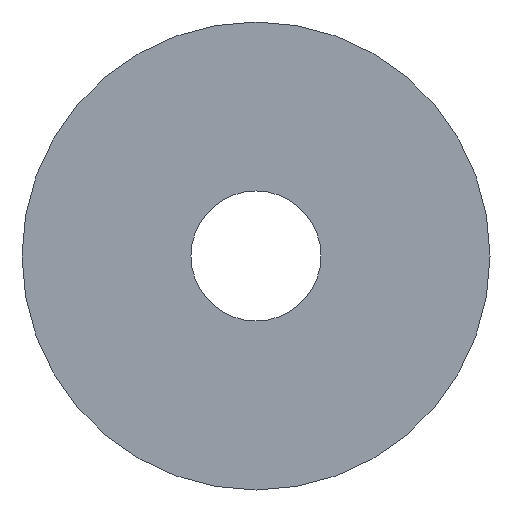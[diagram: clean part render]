
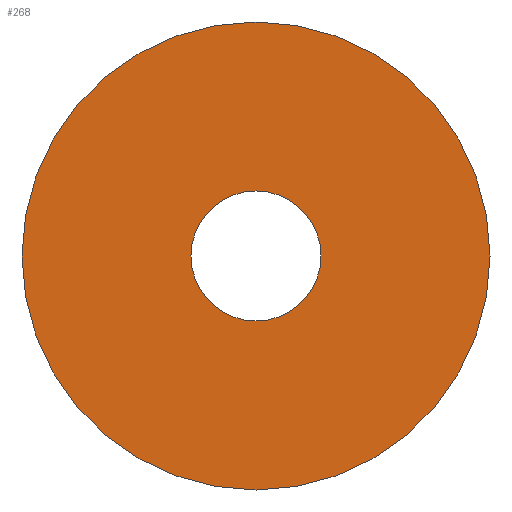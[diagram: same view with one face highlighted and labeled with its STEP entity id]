
A CAD part, front view. The second image highlights one B-rep face of the part: STEP entity #268.
In plain terms, the highlighted planar face has unit normal (0, -1, 0).
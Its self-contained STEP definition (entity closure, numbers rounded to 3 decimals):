
#6 = FACE_OUTER_BOUND ( 'NONE', #300, .T. ) ;
#8 = CIRCLE ( 'NONE', #291, 9. ) ;
#10 = DIRECTION ( 'NONE',  ( 0., -1., 0. ) ) ;
#23 = CARTESIAN_POINT ( 'NONE',  ( 0., 0., 9. ) ) ;
#35 = AXIS2_PLACEMENT_3D ( 'NONE', #335, #10, #123 ) ;
#36 = ORIENTED_EDGE ( 'NONE', *, *, #354, .F. ) ;
#67 = VERTEX_POINT ( 'NONE', #226 ) ;
#72 = EDGE_LOOP ( 'NONE', ( #248, #36 ) ) ;
#80 = VERTEX_POINT ( 'NONE', #23 ) ;
#90 = CARTESIAN_POINT ( 'NONE',  ( 0., 0., 2.5 ) ) ;
#92 = AXIS2_PLACEMENT_3D ( 'NONE', #199, #363, #279 ) ;
#94 = DIRECTION ( 'NONE',  ( 0., -1., 0. ) ) ;
#119 = DIRECTION ( 'NONE',  ( 0., 0., -1. ) ) ;
#121 = CARTESIAN_POINT ( 'NONE',  ( 9., 0., 0. ) ) ;
#123 = DIRECTION ( 'NONE',  ( 0., 0., -1. ) ) ;
#127 = CIRCLE ( 'NONE', #92, 2.5 ) ;
#134 = VERTEX_POINT ( 'NONE', #236 ) ;
#155 = ORIENTED_EDGE ( 'NONE', *, *, #302, .T. ) ;
#160 = VERTEX_POINT ( 'NONE', #90 ) ;
#199 = CARTESIAN_POINT ( 'NONE',  ( 0., 0., 0. ) ) ;
#210 = DIRECTION ( 'NONE',  ( 0., 0., -1. ) ) ;
#212 = FACE_BOUND ( 'NONE', #72, .T. ) ;
#226 = CARTESIAN_POINT ( 'NONE',  ( 0., 0., -9. ) ) ;
#227 = AXIS2_PLACEMENT_3D ( 'NONE', #347, #94, #210 ) ;
#236 = CARTESIAN_POINT ( 'NONE',  ( 0., 0., -2.5 ) ) ;
#237 = EDGE_CURVE ( 'NONE', #134, #160, #265, .T. ) ;
#248 = ORIENTED_EDGE ( 'NONE', *, *, #237, .F. ) ;
#265 = CIRCLE ( 'NONE', #227, 2.5 ) ;
#268 = ADVANCED_FACE ( 'NONE', ( #6, #212 ), #332, .T. ) ;
#279 = DIRECTION ( 'NONE',  ( 0., 0., -1. ) ) ;
#281 = ORIENTED_EDGE ( 'NONE', *, *, #346, .T. ) ;
#291 = AXIS2_PLACEMENT_3D ( 'NONE', #309, #341, #305 ) ;
#299 = DIRECTION ( 'NONE',  ( 0., -1., 0. ) ) ;
#300 = EDGE_LOOP ( 'NONE', ( #281, #155 ) ) ;
#302 = EDGE_CURVE ( 'NONE', #80, #67, #367, .T. ) ;
#305 = DIRECTION ( 'NONE',  ( 0., 0., -1. ) ) ;
#309 = CARTESIAN_POINT ( 'NONE',  ( 0., 0., 0. ) ) ;
#317 = AXIS2_PLACEMENT_3D ( 'NONE', #121, #299, #119 ) ;
#332 = PLANE ( 'NONE',  #317 ) ;
#335 = CARTESIAN_POINT ( 'NONE',  ( 0., 0., 0. ) ) ;
#341 = DIRECTION ( 'NONE',  ( 0., -1., 0. ) ) ;
#346 = EDGE_CURVE ( 'NONE', #67, #80, #8, .T. ) ;
#347 = CARTESIAN_POINT ( 'NONE',  ( 0., 0., 0. ) ) ;
#354 = EDGE_CURVE ( 'NONE', #160, #134, #127, .T. ) ;
#363 = DIRECTION ( 'NONE',  ( 0., -1., 0. ) ) ;
#367 = CIRCLE ( 'NONE', #35, 9. ) ;
